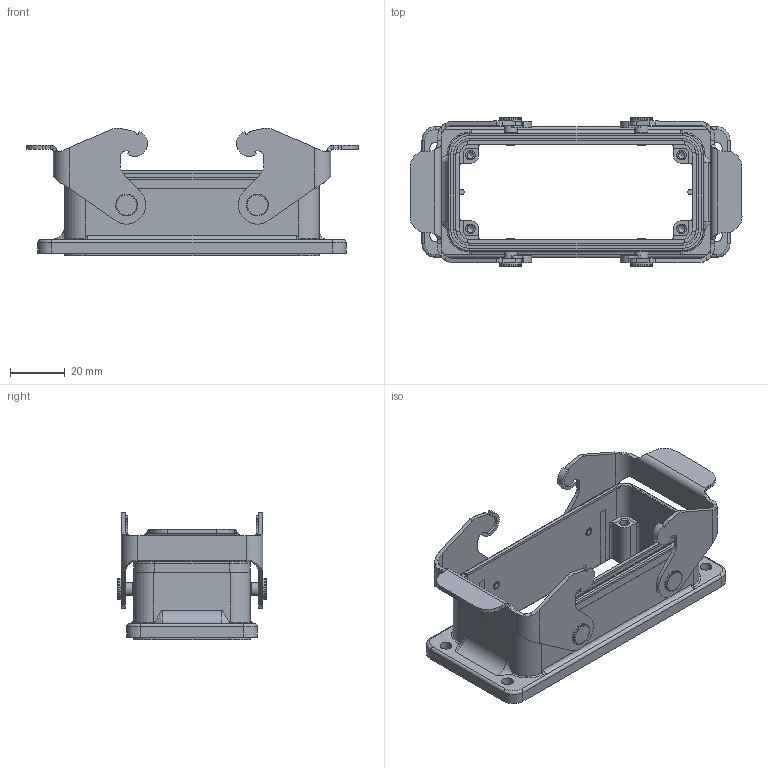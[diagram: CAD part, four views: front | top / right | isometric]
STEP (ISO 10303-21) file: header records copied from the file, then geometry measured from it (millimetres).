
FILE_DESCRIPTION(/* description */ (''),/* implementation_level */ '2;1');
FILE_NAME(/* name */ 'c146 11f016 901 8nxc001-04.stp',/* time_stamp */ '2021-10-27T14:20:29+02:00',/* author */ (''),/* organization */ (''),/* preprocessor_version */ 'ST-DEVELOPER v16.7',/* originating_system */ 'SIEMENS PLM Software NX 12.0',/* authorisation */ '');
FILE_SCHEMA (('AUTOMOTIVE_DESIGN { 1 0 10303 214 3 1 1 1 }'));
Length unit declared in the file: millimetre
Products named in the file (7): n 23 020 00x1nxm001-01; n 06 087 0001_assembly conxm001-01; N 03 049 0001-03; C146 G37 560 E8-01; N 25 049 1000-03; c146 11f016 901 8nxm001-04; c146 11f016 901 8nxc001-04
Assembly tree (12 placements, depth 4):
  c146 11f016 901 8nxc001-04
    c146 11f016 901 8nxm001-04
      C146 G37 560 E8-01
      N 25 049 1000-03  x2
        n 23 020 00x1nxm001-01
      N 03 049 0001-03  x4
      n 06 087 0001_assembly conxm001-01  x2
Bounding box: 121.8 x 54.4 x 46.96 mm (x, y, z)
Volume: 83857.8 mm3; surface area: 61016.3 mm2
Topology: 8 solids, 8 shells, 939 faces, 2398 edges, 1535 vertices
Faces by surface type: plane 460, cylinder 274, torus 63, bspline 60, extrusion 54, cone 28
Full cylindrical faces by diameter (mm): 2.5 x8, 2.95 x4, 3 x4, 3.5 x8, 4.3 x8, 4.8 x8, 6 x2, 8 x8
Entity records: 31241 total; most frequent: CARTESIAN_POINT 9068, ORIENTED_EDGE 4296, DIRECTION 3744, EDGE_CURVE 2148, VERTEX_POINT 1432, AXIS2_PLACEMENT_3D 1328, VECTOR 1088, LINE 1034
